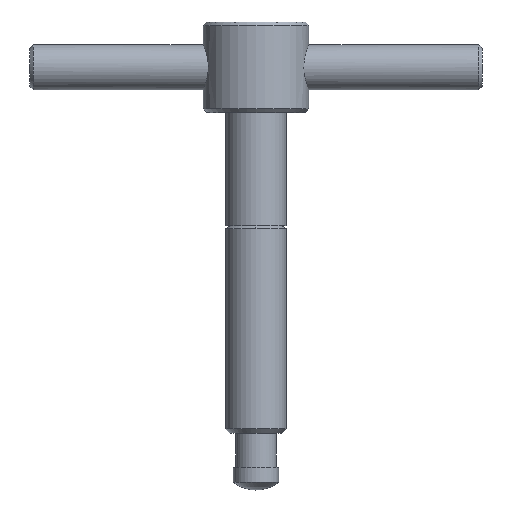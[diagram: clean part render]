
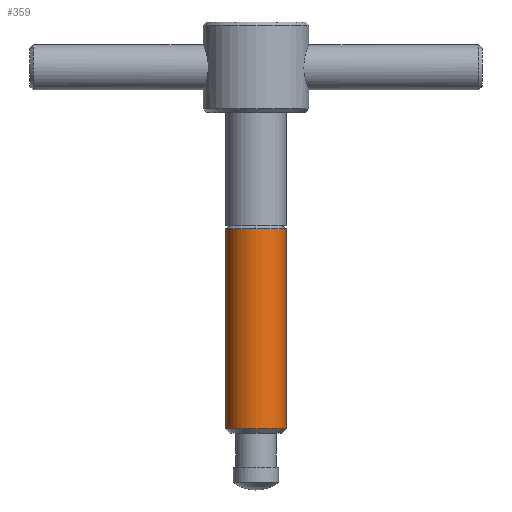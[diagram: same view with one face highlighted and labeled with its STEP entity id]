
A CAD part, front view. The second image highlights one B-rep face of the part: STEP entity #359.
In plain terms, the highlighted cylindrical face has radius 4 mm (diameter 8 mm), a partial arc.
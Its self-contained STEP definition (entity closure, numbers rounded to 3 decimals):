
#201=EDGE_CURVE('',#373,#457,#533,.T.);
#237=EDGE_CURVE('',#377,#387,#576,.T.);
#273=EDGE_CURVE('',#357,#377,#618,.T.);
#307=EDGE_CURVE('',#387,#373,#656,.T.);
#357=VERTEX_POINT('',#714);
#359=ADVANCED_FACE('',(#716),#717,.T.);
#363=EDGE_CURVE('',#457,#357,#721,.T.);
#373=VERTEX_POINT('',#732);
#377=VERTEX_POINT('',#736);
#387=VERTEX_POINT('',#747);
#457=VERTEX_POINT('',#823);
#533=CIRCLE('',#916,4.);
#576=CIRCLE('',#982,4.);
#618=CIRCLE('',#1036,4.);
#656=LINE('',#1088,#1089);
#714=CARTESIAN_POINT('',(4.,0.,34.609));
#716=FACE_OUTER_BOUND('',#1200,.T.);
#717=CYLINDRICAL_SURFACE('',#1201,4.);
#721=LINE('',#1208,#1209);
#732=CARTESIAN_POINT('',(-4.0,0.,8.1));
#736=CARTESIAN_POINT('',(0.,-4.0,34.609));
#747=CARTESIAN_POINT('',(-4.0,0.,34.609));
#823=CARTESIAN_POINT('',(4.,0.,8.1));
#916=AXIS2_PLACEMENT_3D('',#1481,#1482,#1483);
#982=AXIS2_PLACEMENT_3D('',#1536,#1537,#1538);
#1036=AXIS2_PLACEMENT_3D('',#1599,#1600,#1601);
#1088=CARTESIAN_POINT('',(-4.0,0.,29.05));
#1089=VECTOR('',#1656,1.0);
#1200=EDGE_LOOP('',(#1747,#1748,#1749,#1750,#1751));
#1201=AXIS2_PLACEMENT_3D('',#1752,#1753,#1754);
#1208=CARTESIAN_POINT('',(4.,0.,29.05));
#1209=VECTOR('',#1756,1.0);
#1481=CARTESIAN_POINT('',(0.,0.,8.1));
#1482=DIRECTION('',(0.,0.,1.0));
#1483=DIRECTION('',(1.0,0.,0.));
#1536=CARTESIAN_POINT('',(0.,0.,34.609));
#1537=DIRECTION('',(0.,0.,-1.0));
#1538=DIRECTION('',(1.0,0.,0.));
#1599=CARTESIAN_POINT('',(0.,0.,34.609));
#1600=DIRECTION('',(0.,0.,-1.0));
#1601=DIRECTION('',(1.0,0.,0.));
#1656=DIRECTION('',(0.,0.,-1.0));
#1747=ORIENTED_EDGE('',*,*,#363,.T.);
#1748=ORIENTED_EDGE('',*,*,#273,.T.);
#1749=ORIENTED_EDGE('',*,*,#237,.T.);
#1750=ORIENTED_EDGE('',*,*,#307,.T.);
#1751=ORIENTED_EDGE('',*,*,#201,.T.);
#1752=CARTESIAN_POINT('',(0.,0.,29.05));
#1753=DIRECTION('',(0.,0.,-1.0));
#1754=DIRECTION('',(1.0,0.,0.));
#1756=DIRECTION('',(0.,0.,1.0));
